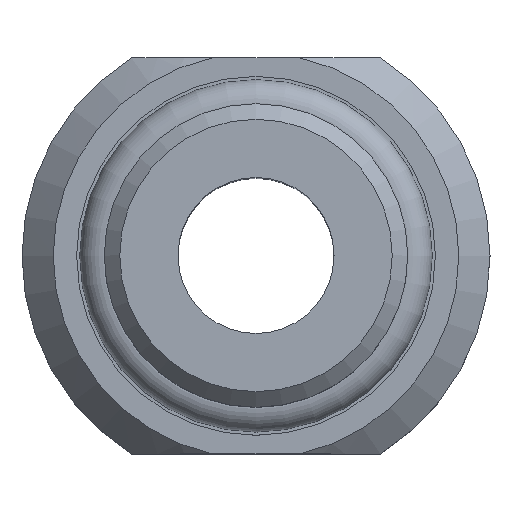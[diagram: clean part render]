
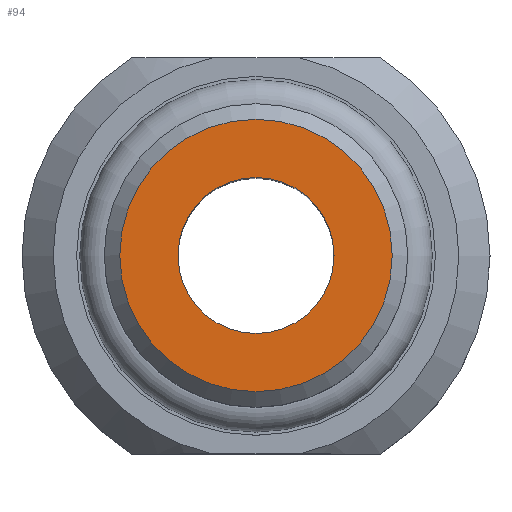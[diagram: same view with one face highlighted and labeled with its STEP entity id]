
A CAD part, top view. The second image highlights one B-rep face of the part: STEP entity #94.
In plain terms, the highlighted planar face has unit normal (0, 0, 1).
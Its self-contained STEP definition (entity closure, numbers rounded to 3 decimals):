
#94 = ADVANCED_FACE( '', ( #157, #158 ), #159, .T. );
#157 = FACE_OUTER_BOUND( '', #238, .T. );
#158 = FACE_BOUND( '', #239, .T. );
#159 = PLANE( '', #240 );
#238 = EDGE_LOOP( '', ( #380 ) );
#239 = EDGE_LOOP( '', ( #381 ) );
#240 = AXIS2_PLACEMENT_3D( '', #382, #383, #384 );
#380 = ORIENTED_EDGE( '', *, *, #467, .T. );
#381 = ORIENTED_EDGE( '', *, *, #466, .F. );
#382 = CARTESIAN_POINT( '', ( -4.365, 0., 6. ) );
#383 = DIRECTION( '', ( 0., 0., 1. ) );
#384 = DIRECTION( '', ( -1., 0., 0. ) );
#466 = EDGE_CURVE( '', #532, #532, #533, .T. );
#467 = EDGE_CURVE( '', #534, #534, #535, .T. );
#532 = VERTEX_POINT( '', #638 );
#533 = CIRCLE( '', #639, 2.5 );
#534 = VERTEX_POINT( '', #640 );
#535 = CIRCLE( '', #641, 4.365 );
#638 = CARTESIAN_POINT( '', ( -2.5, 0., 6. ) );
#639 = AXIS2_PLACEMENT_3D( '', #722, #723, #724 );
#640 = CARTESIAN_POINT( '', ( -4.365, 0., 6. ) );
#641 = AXIS2_PLACEMENT_3D( '', #725, #726, #727 );
#722 = CARTESIAN_POINT( '', ( 0., 0., 6. ) );
#723 = DIRECTION( '', ( 0., 0., 1. ) );
#724 = DIRECTION( '', ( -1., 0., 0. ) );
#725 = CARTESIAN_POINT( '', ( 0., 0., 6. ) );
#726 = DIRECTION( '', ( 0., 0., 1. ) );
#727 = DIRECTION( '', ( -1., 0., 0. ) );
